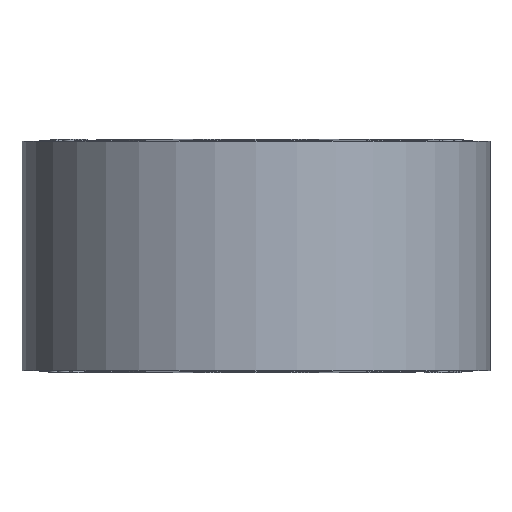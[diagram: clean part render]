
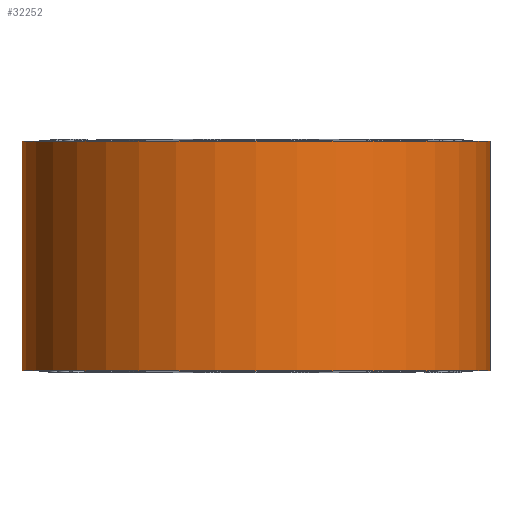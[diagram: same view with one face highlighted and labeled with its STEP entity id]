
A CAD part, front view. The second image highlights one B-rep face of the part: STEP entity #32252.
In plain terms, the highlighted cylindrical face has radius 25.4 mm (diameter 50.8 mm), a partial arc.
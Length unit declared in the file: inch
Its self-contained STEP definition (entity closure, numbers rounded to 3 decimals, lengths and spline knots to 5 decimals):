
#402 = DIRECTION ( 'NONE',  ( 0., 0., -1. ) ) ;
#1435 = AXIS2_PLACEMENT_3D ( 'NONE', #10256, #23887, #37495 ) ;
#1894 = DIRECTION ( 'NONE',  ( 0., 0., -1. ) ) ;
#2789 = DIRECTION ( 'NONE',  ( -1., 0., 0. ) ) ;
#2891 = EDGE_CURVE ( 'NONE', #42185, #12678, #16779, .T. ) ;
#8484 = CARTESIAN_POINT ( 'NONE',  ( -1., 0., -0.49018 ) ) ;
#9571 = LINE ( 'NONE', #13387, #31064 ) ;
#10256 = CARTESIAN_POINT ( 'NONE',  ( 0., 0., 0.5 ) ) ;
#10511 = CARTESIAN_POINT ( 'NONE',  ( 1., 0., 0.5 ) ) ;
#10523 = VECTOR ( 'NONE', #402, 39.37008 ) ;
#10705 = EDGE_CURVE ( 'NONE', #12678, #18649, #41114, .T. ) ;
#11216 = ORIENTED_EDGE ( 'NONE', *, *, #18891, .T. ) ;
#11319 = AXIS2_PLACEMENT_3D ( 'NONE', #32725, #1894, #2789 ) ;
#11956 = ORIENTED_EDGE ( 'NONE', *, *, #10705, .F. ) ;
#12678 = VERTEX_POINT ( 'NONE', #27856 ) ;
#13387 = CARTESIAN_POINT ( 'NONE',  ( -1., 0., 0.5 ) ) ;
#15574 = ORIENTED_EDGE ( 'NONE', *, *, #21282, .F. ) ;
#16779 = CIRCLE ( 'NONE', #36004, 1. ) ;
#18275 = ORIENTED_EDGE ( 'NONE', *, *, #2891, .F. ) ;
#18649 = VERTEX_POINT ( 'NONE', #28257 ) ;
#18891 = EDGE_CURVE ( 'NONE', #42185, #24503, #9571, .T. ) ;
#21225 = DIRECTION ( 'NONE',  ( 0., 0., 1. ) ) ;
#21282 = EDGE_CURVE ( 'NONE', #18649, #24503, #43387, .T. ) ;
#23887 = DIRECTION ( 'NONE',  ( 0., 0., -1. ) ) ;
#24503 = VERTEX_POINT ( 'NONE', #8484 ) ;
#27241 = FACE_OUTER_BOUND ( 'NONE', #37654, .T. ) ;
#27856 = CARTESIAN_POINT ( 'NONE',  ( 1., 0., 0.49018 ) ) ;
#28257 = CARTESIAN_POINT ( 'NONE',  ( 1., 0., -0.49018 ) ) ;
#31064 = VECTOR ( 'NONE', #40410, 39.37008 ) ;
#32229 = CARTESIAN_POINT ( 'NONE',  ( -1., 0., 0.49018 ) ) ;
#32252 = ADVANCED_FACE ( 'NONE', ( #27241 ), #40873, .T. ) ;
#32725 = CARTESIAN_POINT ( 'NONE',  ( 0., 0., -0.49018 ) ) ;
#36004 = AXIS2_PLACEMENT_3D ( 'NONE', #39339, #21225, #38416 ) ;
#37495 = DIRECTION ( 'NONE',  ( -1., 0., 0. ) ) ;
#37654 = EDGE_LOOP ( 'NONE', ( #11956, #18275, #11216, #15574 ) ) ;
#38416 = DIRECTION ( 'NONE',  ( 1., 0., 0. ) ) ;
#39339 = CARTESIAN_POINT ( 'NONE',  ( 0., 0., 0.49018 ) ) ;
#40410 = DIRECTION ( 'NONE',  ( 0., 0., -1. ) ) ;
#40873 = CYLINDRICAL_SURFACE ( 'NONE', #1435, 1. ) ;
#41114 = LINE ( 'NONE', #10511, #10523 ) ;
#42185 = VERTEX_POINT ( 'NONE', #32229 ) ;
#43387 = CIRCLE ( 'NONE', #11319, 1. ) ;
